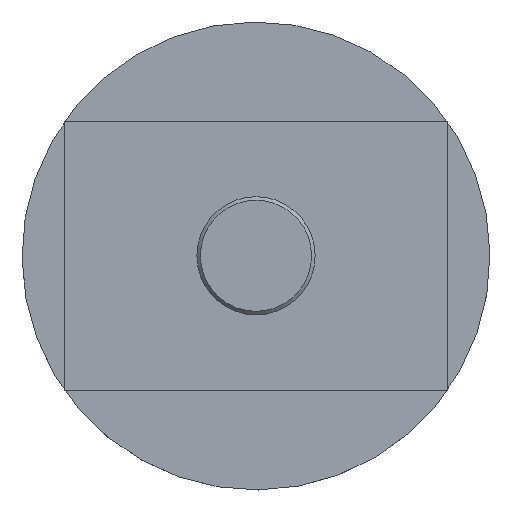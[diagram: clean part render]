
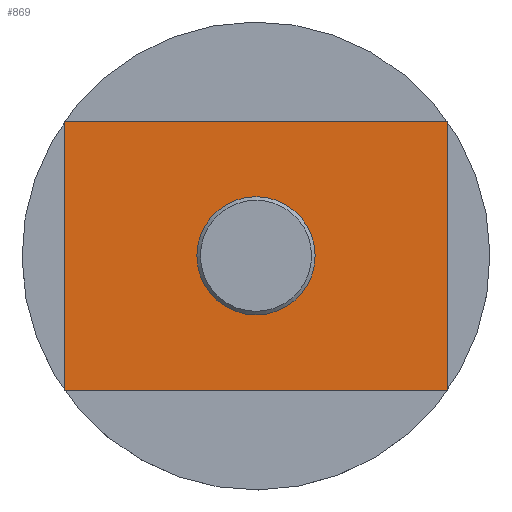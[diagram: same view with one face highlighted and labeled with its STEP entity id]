
A CAD part, top view. The second image highlights one B-rep face of the part: STEP entity #869.
In plain terms, the highlighted planar face has unit normal (0, 0, 1).
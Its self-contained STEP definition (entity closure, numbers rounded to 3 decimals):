
#704=CARTESIAN_POINT('',(5.053,0.,3.));
#705=VERTEX_POINT('',#704);
#706=CARTESIAN_POINT('',(0.,0.,3.));
#707=DIRECTION('',(0.0,0.0,-1.0));
#708=DIRECTION('',(1.0,0.0,0.0));
#709=AXIS2_PLACEMENT_3D('',#706,#707,#708);
#710=CIRCLE('',#709,5.053);
#711=EDGE_CURVE('',#705,#705,#710,.T.);
#764=CARTESIAN_POINT('',(-16.4,-11.5,3.));
#765=VERTEX_POINT('',#764);
#766=CARTESIAN_POINT('',(-16.4,11.5,3.));
#767=VERTEX_POINT('',#766);
#768=CARTESIAN_POINT('',(-16.4,-11.5,3.));
#769=DIRECTION('',(0.0,1.0,0.0));
#770=VECTOR('',#769,23.);
#771=LINE('',#768,#770);
#772=EDGE_CURVE('',#765,#767,#771,.T.);
#795=CARTESIAN_POINT('',(16.4,11.5,3.));
#796=VERTEX_POINT('',#795);
#797=CARTESIAN_POINT('',(-16.4,11.5,3.));
#798=DIRECTION('',(1.0,0.0,0.0));
#799=VECTOR('',#798,32.8);
#800=LINE('',#797,#799);
#801=EDGE_CURVE('',#767,#796,#800,.T.);
#819=CARTESIAN_POINT('',(16.4,-11.5,3.));
#820=VERTEX_POINT('',#819);
#821=CARTESIAN_POINT('',(16.4,11.5,3.));
#822=DIRECTION('',(0.0,-1.0,0.0));
#823=VECTOR('',#822,23.0);
#824=LINE('',#821,#823);
#825=EDGE_CURVE('',#796,#820,#824,.T.);
#843=CARTESIAN_POINT('',(16.4,-11.5,3.));
#844=DIRECTION('',(-1.0,0.0,0.0));
#845=VECTOR('',#844,32.8);
#846=LINE('',#843,#845);
#847=EDGE_CURVE('',#820,#765,#846,.T.);
#855=CARTESIAN_POINT('',(0.0,0.,3.));
#856=DIRECTION('',(0.0,0.0,1.0));
#857=DIRECTION('',(1.0,0.0,0.0));
#858=AXIS2_PLACEMENT_3D('',#855,#856,#857);
#859=PLANE('',#858);
#860=ORIENTED_EDGE('',*,*,#772,.F.);
#861=ORIENTED_EDGE('',*,*,#847,.F.);
#862=ORIENTED_EDGE('',*,*,#825,.F.);
#863=ORIENTED_EDGE('',*,*,#801,.F.);
#864=EDGE_LOOP('',(#860,#861,#862,#863));
#865=FACE_OUTER_BOUND('',#864,.T.);
#866=ORIENTED_EDGE('',*,*,#711,.T.);
#867=EDGE_LOOP('',(#866));
#868=FACE_BOUND('',#867,.T.);
#869=ADVANCED_FACE('',(#865,#868),#859,.T.);
